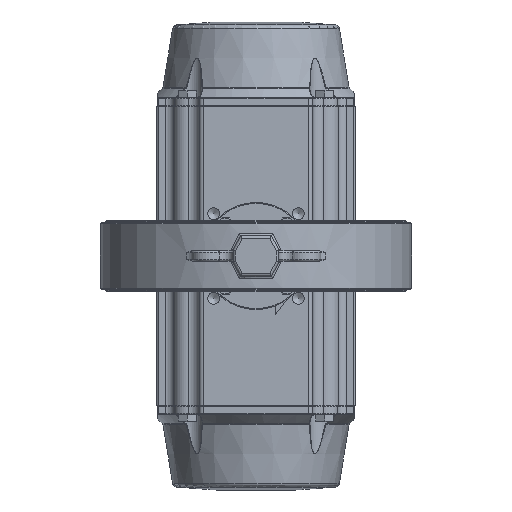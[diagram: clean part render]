
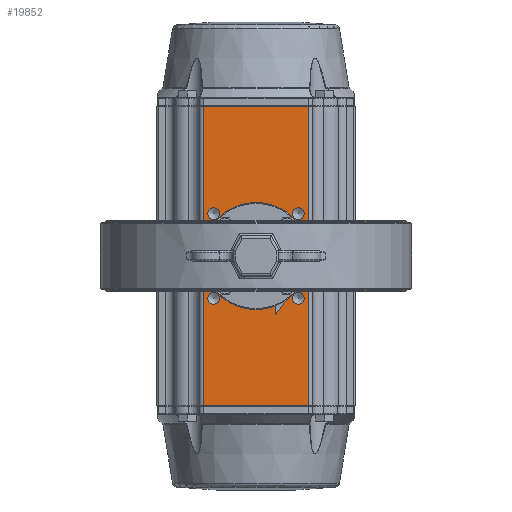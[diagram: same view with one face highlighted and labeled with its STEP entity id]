
A CAD part, front view. The second image highlights one B-rep face of the part: STEP entity #19852.
In plain terms, the highlighted planar face has unit normal (0, -1, 0).
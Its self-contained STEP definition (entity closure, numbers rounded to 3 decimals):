
#1500=CIRCLE('',#21819,41.);
#1502=CIRCLE('',#21822,7.);
#1504=CIRCLE('',#21826,7.);
#1506=CIRCLE('',#21830,7.);
#1508=CIRCLE('',#21834,7.);
#2872=LINE('',#45913,#4045);
#2873=LINE('',#45917,#4046);
#2874=LINE('',#45919,#4047);
#2875=LINE('',#45921,#4048);
#4045=VECTOR('',#26412,1000.);
#4046=VECTOR('',#26417,1000.);
#4047=VECTOR('',#26418,1000.);
#4048=VECTOR('',#26419,1000.);
#8474=ORIENTED_EDGE('',*,*,#12208,.T.);
#8475=ORIENTED_EDGE('',*,*,#12210,.T.);
#8476=ORIENTED_EDGE('',*,*,#12211,.F.);
#8477=ORIENTED_EDGE('',*,*,#12212,.T.);
#8478=ORIENTED_EDGE('',*,*,#11747,.T.);
#8479=ORIENTED_EDGE('',*,*,#11749,.F.);
#8480=ORIENTED_EDGE('',*,*,#11751,.F.);
#8481=ORIENTED_EDGE('',*,*,#11753,.F.);
#8482=ORIENTED_EDGE('',*,*,#11755,.F.);
#11747=EDGE_CURVE('',#14103,#14103,#1500,.T.);
#11749=EDGE_CURVE('',#14105,#14105,#1502,.T.);
#11751=EDGE_CURVE('',#14108,#14108,#1504,.T.);
#11753=EDGE_CURVE('',#14111,#14111,#1506,.T.);
#11755=EDGE_CURVE('',#14114,#14114,#1508,.T.);
#12208=EDGE_CURVE('',#14411,#14410,#2872,.T.);
#12210=EDGE_CURVE('',#14410,#14412,#2873,.T.);
#12211=EDGE_CURVE('',#14413,#14412,#2874,.T.);
#12212=EDGE_CURVE('',#14413,#14411,#2875,.T.);
#14103=VERTEX_POINT('',#41086);
#14105=VERTEX_POINT('',#41091);
#14108=VERTEX_POINT('',#41098);
#14111=VERTEX_POINT('',#41105);
#14114=VERTEX_POINT('',#41112);
#14410=VERTEX_POINT('',#45912);
#14411=VERTEX_POINT('',#45914);
#14412=VERTEX_POINT('',#45918);
#14413=VERTEX_POINT('',#45920);
#16567=EDGE_LOOP('',(#8474,#8475,#8476,#8477));
#16568=EDGE_LOOP('',(#8478));
#16569=EDGE_LOOP('',(#8479));
#16570=EDGE_LOOP('',(#8480));
#16571=EDGE_LOOP('',(#8481));
#16572=EDGE_LOOP('',(#8482));
#18110=FACE_BOUND('',#16567,.T.);
#18111=FACE_BOUND('',#16568,.T.);
#18112=FACE_BOUND('',#16569,.T.);
#18113=FACE_BOUND('',#16570,.T.);
#18114=FACE_BOUND('',#16571,.T.);
#18115=FACE_BOUND('',#16572,.T.);
#18847=PLANE('',#22188);
#19852=ADVANCED_FACE('',(#18110,#18111,#18112,#18113,#18114,#18115),#18847,
 .F.);
#21819=AXIS2_PLACEMENT_3D('',#41085,#25543,#25544);
#21822=AXIS2_PLACEMENT_3D('',#41090,#25549,#25550);
#21826=AXIS2_PLACEMENT_3D('',#41097,#25557,#25558);
#21830=AXIS2_PLACEMENT_3D('',#41104,#25565,#25566);
#21834=AXIS2_PLACEMENT_3D('',#41111,#25573,#25574);
#22188=AXIS2_PLACEMENT_3D('',#45916,#26415,#26416);
#25543=DIRECTION('',(0.,1.,0.));
#25544=DIRECTION('',(0.,0.,1.));
#25549=DIRECTION('',(0.,-1.,0.));
#25550=DIRECTION('',(0.,0.,-1.));
#25557=DIRECTION('',(0.,-1.,0.));
#25558=DIRECTION('',(0.,0.,-1.));
#25565=DIRECTION('',(0.,-1.,0.));
#25566=DIRECTION('',(0.,0.,-1.));
#25573=DIRECTION('',(0.,-1.,0.));
#25574=DIRECTION('',(0.,0.,-1.));
#26412=DIRECTION('',(0.,0.,-1.));
#26415=DIRECTION('',(0.,1.,0.));
#26416=DIRECTION('',(1.,0.,0.));
#26417=DIRECTION('',(1.,0.,0.));
#26418=DIRECTION('',(0.,0.,-1.));
#26419=DIRECTION('',(-1.,0.,0.));
#41085=CARTESIAN_POINT('',(0.,-122.5,0.));
#41086=CARTESIAN_POINT('',(0.,-122.5,41.));
#41090=CARTESIAN_POINT('',(-49.497,-122.5,49.497));
#41091=CARTESIAN_POINT('',(-49.497,-122.5,42.497));
#41097=CARTESIAN_POINT('',(-49.497,-122.5,-49.497));
#41098=CARTESIAN_POINT('',(-49.497,-122.5,-56.497));
#41104=CARTESIAN_POINT('',(49.497,-122.5,-49.497));
#41105=CARTESIAN_POINT('',(49.497,-122.5,-56.497));
#41111=CARTESIAN_POINT('',(49.497,-122.5,49.497));
#41112=CARTESIAN_POINT('',(49.497,-122.5,42.497));
#45912=CARTESIAN_POINT('',(-61.5,-122.5,-175.));
#45913=CARTESIAN_POINT('',(-61.5,-122.5,175.5));
#45914=CARTESIAN_POINT('',(-61.5,-122.5,175.));
#45916=CARTESIAN_POINT('',(-61.5,-122.5,175.5));
#45917=CARTESIAN_POINT('',(-61.5,-122.5,-175.));
#45918=CARTESIAN_POINT('',(61.5,-122.5,-175.));
#45919=CARTESIAN_POINT('',(61.5,-122.5,175.5));
#45920=CARTESIAN_POINT('',(61.5,-122.5,175.));
#45921=CARTESIAN_POINT('',(-61.5,-122.5,175.));
